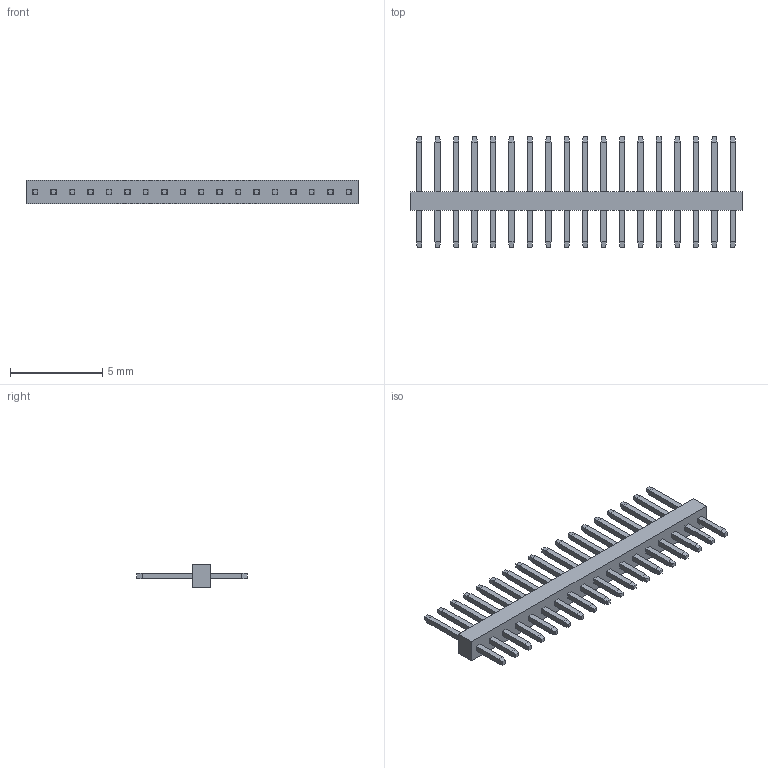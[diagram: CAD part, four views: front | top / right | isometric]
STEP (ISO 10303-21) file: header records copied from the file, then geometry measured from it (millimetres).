
FILE_DESCRIPTION( ( 'STEP AP203' ), '1' );
FILE_NAME( 'BC020-18-A-0300-0200-L-G.stp', '2020-11-03T03:15:33', ( 'License CC BY-ND 4.0' ), ( 'CADENAS' ), ' ', 'PARTsolutions', ' ' );
FILE_SCHEMA( ( 'CONFIG_CONTROL_DESIGN' ) );
Length unit declared in the file: millimetre
Products named in the file (3): BC020-18-A-0300-0200-L-G; _BC020-18-A-0300-0200-L-G_H; _BC020-18-A-0300-0200-L-G_P
Assembly tree (19 placements, depth 2):
  BC020-18-A-0300-0200-L-G
    _BC020-18-A-0300-0200-L-G_H
    _BC020-18-A-0300-0200-L-G_P  x18
Bounding box: 18 x 6 x 1.27 mm (x, y, z)
Volume: 30.7 mm3; surface area: 232.3 mm2
Topology: 19 solids, 19 shells, 330 faces, 732 edges, 440 vertices
Faces by surface type: plane 330
Entity records: 3192 total; most frequent: CARTESIAN_POINT 536, ORIENTED_EDGE 512, DIRECTION 480, EDGE_CURVE 256, LINE 256, VECTOR 256, VERTEX_POINT 168, EDGE_LOOP 128
